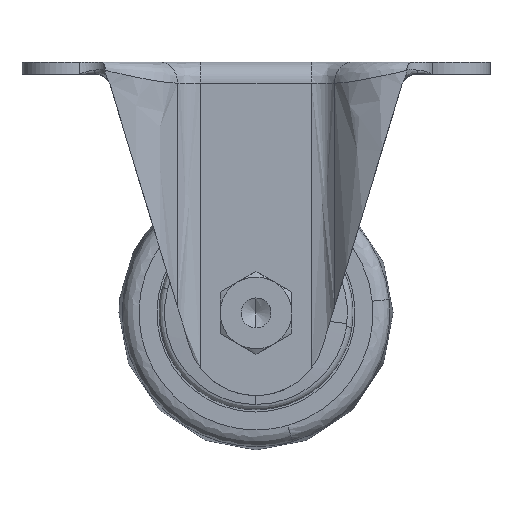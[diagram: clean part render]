
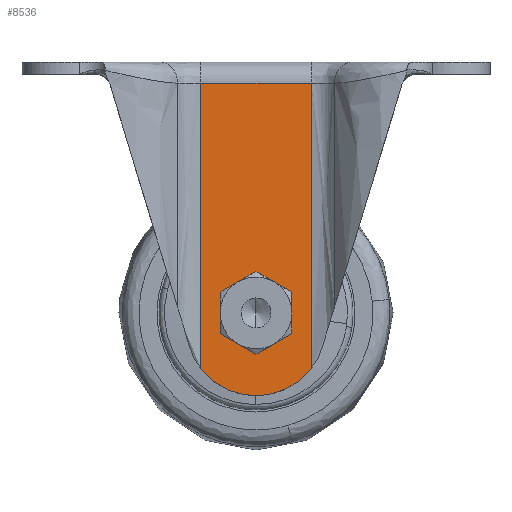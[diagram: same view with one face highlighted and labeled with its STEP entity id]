
A CAD part, front view. The second image highlights one B-rep face of the part: STEP entity #8536.
In plain terms, the highlighted free-form (B-spline) face has degree [1, 1] with [2, 2] control points.
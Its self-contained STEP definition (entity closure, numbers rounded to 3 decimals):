
#4027=CARTESIAN_POINT('',(-5.954,-24.0,-60.245));
#4028=VERTEX_POINT('',#4027);
#4029=CARTESIAN_POINT('',(0.0,-24.0,-65.5));
#4030=VERTEX_POINT('',#4029);
#4031=CARTESIAN_POINT('',(-5.954,-24.,-60.245));
#4032=CARTESIAN_POINT('',(-5.296,-24.0,-65.5));
#4033=CARTESIAN_POINT('',(0.0,-24.0,-65.5));
#4041=(BOUNDED_CURVE()B_SPLINE_CURVE(2,(#4031,#4032,#4033),.UNSPECIFIED.,.F.,.U.)B_SPLINE_CURVE_WITH_KNOTS((3,3),(0.771,1.0),.UNSPECIFIED.)CURVE()GEOMETRIC_REPRESENTATION_ITEM()RATIONAL_B_SPLINE_CURVE((0.954,0.732,1.0))REPRESENTATION_ITEM(''));
#4042=EDGE_CURVE('',#4028,#4030,#4041,.T.);
#4044=CARTESIAN_POINT('',(6.,-24.0,-59.448));
#4045=VERTEX_POINT('',#4044);
#4046=CARTESIAN_POINT('',(0.0,-24.0,-65.5));
#4047=CARTESIAN_POINT('',(6.,-24.,-65.5));
#4048=CARTESIAN_POINT('',(6.,-24.0,-59.5));
#4049=CARTESIAN_POINT('',(6.,-24.,-59.474));
#4050=CARTESIAN_POINT('',(6.,-24.,-59.448));
#4058=(BOUNDED_CURVE()B_SPLINE_CURVE(2,(#4046,#4047,#4048,#4049,#4050),.UNSPECIFIED.,.F.,.U.)B_SPLINE_CURVE_WITH_KNOTS((3,2,3),(0.0,0.25,0.252),.UNSPECIFIED.)CURVE()GEOMETRIC_REPRESENTATION_ITEM()RATIONAL_B_SPLINE_CURVE((1.0,0.707,1.0,0.998,0.996))REPRESENTATION_ITEM(''));
#4059=EDGE_CURVE('',#4030,#4045,#4058,.T.);
#4130=CARTESIAN_POINT('',(0.0,-24.0,-53.5));
#4131=VERTEX_POINT('',#4130);
#4132=CARTESIAN_POINT('',(0.0,-24.0,-53.5));
#4133=CARTESIAN_POINT('',(-6.,-24.,-53.5));
#4134=CARTESIAN_POINT('',(-6.,-24.0,-59.5));
#4135=CARTESIAN_POINT('',(-6.,-24.,-59.874));
#4136=CARTESIAN_POINT('',(-5.954,-24.,-60.245));
#4144=(BOUNDED_CURVE()B_SPLINE_CURVE(2,(#4132,#4133,#4134,#4135,#4136),.UNSPECIFIED.,.F.,.U.)B_SPLINE_CURVE_WITH_KNOTS((3,2,3),(0.5,0.75,0.771),.UNSPECIFIED.)CURVE()GEOMETRIC_REPRESENTATION_ITEM()RATIONAL_B_SPLINE_CURVE((1.0,0.707,1.0,0.975,0.954))REPRESENTATION_ITEM(''));
#4145=EDGE_CURVE('',#4131,#4028,#4144,.T.);
#4179=CARTESIAN_POINT('',(6.,-24.0,-59.448));
#4180=CARTESIAN_POINT('',(5.948,-24.,-53.5));
#4181=CARTESIAN_POINT('',(0.0,-24.0,-53.5));
#4189=(BOUNDED_CURVE()B_SPLINE_CURVE(2,(#4179,#4180,#4181),.UNSPECIFIED.,.F.,.U.)B_SPLINE_CURVE_WITH_KNOTS((3,3),(0.252,0.5),.UNSPECIFIED.)CURVE()GEOMETRIC_REPRESENTATION_ITEM()RATIONAL_B_SPLINE_CURVE((0.996,0.709,1.0))REPRESENTATION_ITEM(''));
#4190=EDGE_CURVE('',#4045,#4131,#4189,.T.);
#5608=CARTESIAN_POINT('',(13.113,-24.0,-5.0));
#5609=VERTEX_POINT('',#5608);
#5669=CARTESIAN_POINT('',(-13.112,-24.0,-5.0));
#5670=VERTEX_POINT('',#5669);
#5684=CARTESIAN_POINT('',(13.113,-24.0,-5.0));
#5685=CARTESIAN_POINT('',(-13.112,-24.0,-5.0));
#5686=QUASI_UNIFORM_CURVE('',1,(#5684,#5685),.UNSPECIFIED.,.F.,.U.);
#5687=EDGE_CURVE('',#5609,#5670,#5686,.T.);
#7358=CARTESIAN_POINT('',(13.113,-24.,-72.615));
#7359=VERTEX_POINT('',#7358);
#7379=CARTESIAN_POINT('',(-13.112,-24.0,-72.616));
#7380=VERTEX_POINT('',#7379);
#7381=CARTESIAN_POINT('',(-13.112,-24.0,-72.616));
#7382=CARTESIAN_POINT('',(-8.159,-24.,-79.1));
#7383=CARTESIAN_POINT('',(0.,-24.0,-79.1));
#7384=CARTESIAN_POINT('',(8.16,-24.,-79.1));
#7385=CARTESIAN_POINT('',(13.113,-24.,-72.615));
#7393=(BOUNDED_CURVE()B_SPLINE_CURVE(2,(#7381,#7382,#7383,#7384,#7385),.UNSPECIFIED.,.F.,.U.)B_SPLINE_CURVE_WITH_KNOTS((3,2,3),(0.0,0.5,1.0),.UNSPECIFIED.)CURVE()GEOMETRIC_REPRESENTATION_ITEM()RATIONAL_B_SPLINE_CURVE((1.0,0.896,1.0,0.896,1.0))REPRESENTATION_ITEM(''));
#7394=EDGE_CURVE('',#7380,#7359,#7393,.T.);
#7671=CARTESIAN_POINT('',(13.113,-24.,-72.615));
#7672=CARTESIAN_POINT('',(13.113,-24.0,-5.0));
#7673=QUASI_UNIFORM_CURVE('',1,(#7671,#7672),.UNSPECIFIED.,.F.,.U.);
#7674=EDGE_CURVE('',#7359,#5609,#7673,.T.);
#8515=CARTESIAN_POINT('',(-14.422,-24.0,-1.299));
#8516=CARTESIAN_POINT('',(-14.422,-24.0,-82.801));
#8517=CARTESIAN_POINT('',(14.422,-24.0,-1.299));
#8518=CARTESIAN_POINT('',(14.422,-24.0,-82.801));
#8519=B_SPLINE_SURFACE_WITH_KNOTS('',1,1,((#8515,#8517),(#8516,#8518)),.UNSPECIFIED.,.F.,.F.,.U.,(2,2),(2,2),(0.0,81.502),(0.0,28.845),.UNSPECIFIED.);
#8520=ORIENTED_EDGE('',*,*,#7674,.T.);
#8521=ORIENTED_EDGE('',*,*,#5687,.T.);
#8522=CARTESIAN_POINT('',(-13.112,-24.0,-72.616));
#8523=CARTESIAN_POINT('',(-13.112,-24.0,-5.0));
#8524=QUASI_UNIFORM_CURVE('',1,(#8522,#8523),.UNSPECIFIED.,.F.,.U.);
#8525=EDGE_CURVE('',#7380,#5670,#8524,.T.);
#8526=ORIENTED_EDGE('',*,*,#8525,.F.);
#8527=ORIENTED_EDGE('',*,*,#7394,.T.);
#8528=EDGE_LOOP('',(#8520,#8521,#8526,#8527));
#8529=FACE_OUTER_BOUND('',#8528,.T.);
#8530=ORIENTED_EDGE('',*,*,#4059,.F.);
#8531=ORIENTED_EDGE('',*,*,#4042,.F.);
#8532=ORIENTED_EDGE('',*,*,#4145,.F.);
#8533=ORIENTED_EDGE('',*,*,#4190,.F.);
#8534=EDGE_LOOP('',(#8530,#8531,#8532,#8533));
#8535=FACE_BOUND('',#8534,.T.);
#8536=ADVANCED_FACE('',(#8529,#8535),#8519,.T.);
